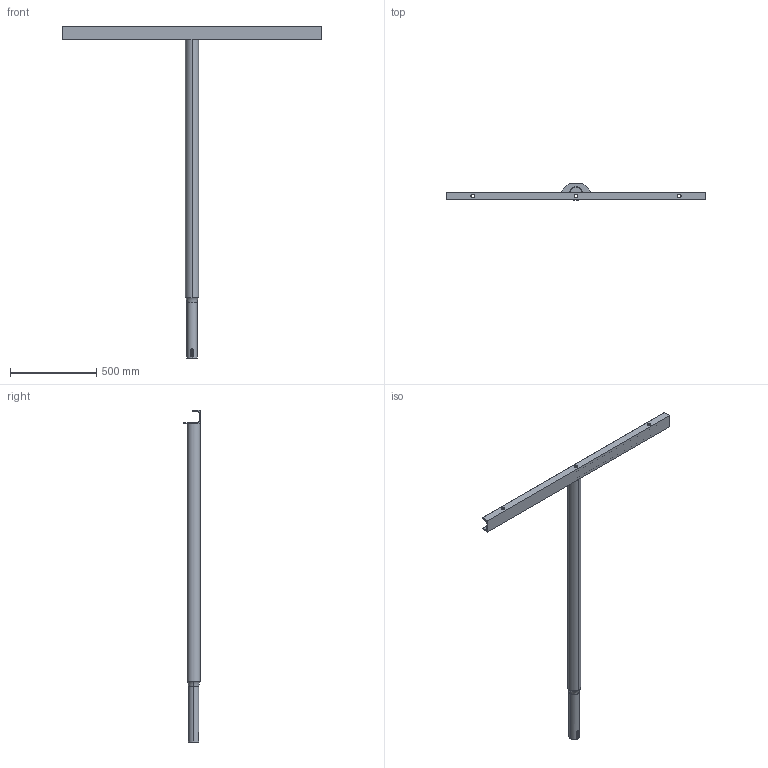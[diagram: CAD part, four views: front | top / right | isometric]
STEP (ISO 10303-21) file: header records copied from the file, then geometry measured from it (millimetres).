
FILE_DESCRIPTION (( 'STEP AP214' ), '1' );
FILE_NAME ('130820KXXX TO15-76-1500 4608539 KARTIO-ORSI_3D.step', '2022-05-29T13:08:34', ( '' ), ( '' ), 'SwSTEP 2.0', 'SolidWorks 2021', '' );
FILE_SCHEMA (( 'AUTOMOTIVE_DESIGN' ));
Length unit declared in the file: millimetre
Products named in the file (4): 130820KXXX TO15-76-1500 4608539 KARTIO-ORSI_3D; KARTIOSOVITE_D76-D60X1500; ORREN AIHIO_ORREN AIHIO UNP-80X1500; ORREN LATTA_LATTA 5X50X180
Assembly tree (3 placements, depth 2):
  130820KXXX TO15-76-1500 4608539 KARTIO-ORSI_3D
    KARTIOSOVITE_D76-D60X1500
    ORREN AIHIO_ORREN AIHIO UNP-80X1500
    ORREN LATTA_LATTA 5X50X180
Bounding box: 1500 x 95 x 1930 mm (x, y, z)
Volume: 2848616.8 mm3; surface area: 1303300.2 mm2
Topology: 3 solids, 3 shells, 71 faces, 198 edges, 128 vertices
Faces by surface type: cylinder 33, plane 28, torus 6, cone 2, bspline 2
Entity records: 2948 total; most frequent: CARTESIAN_POINT 973, ORIENTED_EDGE 396, DIRECTION 384, EDGE_CURVE 198, AXIS2_PLACEMENT_3D 141, VERTEX_POINT 128, VECTOR 102, LINE 102
